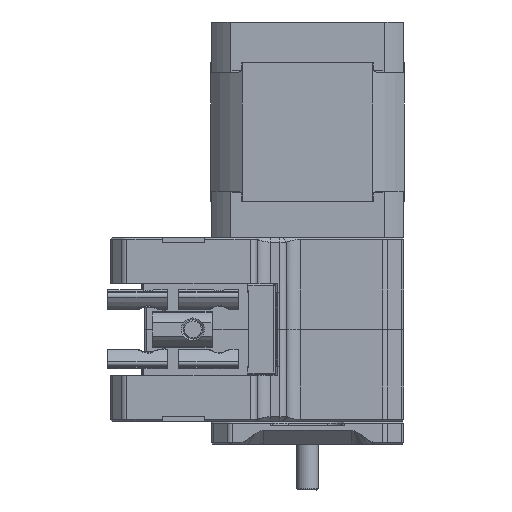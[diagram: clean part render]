
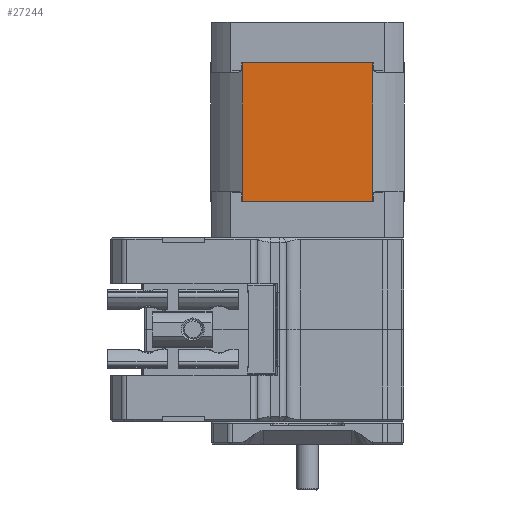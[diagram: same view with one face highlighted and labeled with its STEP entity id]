
A CAD part, left-side view. The second image highlights one B-rep face of the part: STEP entity #27244.
In plain terms, the highlighted planar face has unit normal (-1, 0, 0).
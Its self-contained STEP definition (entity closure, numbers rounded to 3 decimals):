
#2327=PLANE('',#30278);
#3845=FACE_OUTER_BOUND('',#5509,.T.);
#5509=EDGE_LOOP('',(#25278,#25279,#25280,#25281,#25282,#25283,#25284,#25285,
#25286,#25287,#25288,#25289));
#7618=LINE('',#50242,#9906);
#7621=LINE('',#50253,#9909);
#7623=LINE('',#50262,#9911);
#7625=LINE('',#50266,#9913);
#7627=LINE('',#50269,#9915);
#7826=LINE('',#50943,#10114);
#7828=LINE('',#50950,#10116);
#7829=LINE('',#50952,#10117);
#7830=LINE('',#50954,#10118);
#7831=LINE('',#50956,#10119);
#7832=LINE('',#50958,#10120);
#7833=LINE('',#50959,#10121);
#9906=VECTOR('',#37482,30.2);
#9909=VECTOR('',#37491,0.1);
#9911=VECTOR('',#37499,0.1);
#9913=VECTOR('',#37505,5.724);
#9915=VECTOR('',#37509,5.724);
#10114=VECTOR('',#38164,17.012);
#10116=VECTOR('',#38172,0.1);
#10117=VECTOR('',#38173,5.724);
#10118=VECTOR('',#38174,30.2);
#10119=VECTOR('',#38175,5.724);
#10120=VECTOR('',#38176,0.1);
#10121=VECTOR('',#38177,17.012);
#13546=VERTEX_POINT('',#50239);
#13547=VERTEX_POINT('',#50241);
#13551=VERTEX_POINT('',#50250);
#13552=VERTEX_POINT('',#50252);
#13555=VERTEX_POINT('',#50259);
#13556=VERTEX_POINT('',#50261);
#13773=VERTEX_POINT('',#50941);
#13775=VERTEX_POINT('',#50949);
#13776=VERTEX_POINT('',#50951);
#13777=VERTEX_POINT('',#50953);
#13778=VERTEX_POINT('',#50955);
#13779=VERTEX_POINT('',#50957);
#17297=EDGE_CURVE('',#13547,#13546,#7618,.T.);
#17302=EDGE_CURVE('',#13552,#13551,#7621,.T.);
#17306=EDGE_CURVE('',#13556,#13555,#7623,.T.);
#17309=EDGE_CURVE('',#13546,#13556,#7625,.T.);
#17311=EDGE_CURVE('',#13551,#13547,#7627,.T.);
#17632=EDGE_CURVE('',#13555,#13773,#7826,.T.);
#17635=EDGE_CURVE('',#13773,#13775,#7828,.T.);
#17636=EDGE_CURVE('',#13776,#13775,#7829,.T.);
#17637=EDGE_CURVE('',#13777,#13776,#7830,.T.);
#17638=EDGE_CURVE('',#13778,#13777,#7831,.T.);
#17639=EDGE_CURVE('',#13778,#13779,#7832,.T.);
#17640=EDGE_CURVE('',#13779,#13552,#7833,.T.);
#25278=ORIENTED_EDGE('',*,*,#17632,.T.);
#25279=ORIENTED_EDGE('',*,*,#17635,.T.);
#25280=ORIENTED_EDGE('',*,*,#17636,.F.);
#25281=ORIENTED_EDGE('',*,*,#17637,.F.);
#25282=ORIENTED_EDGE('',*,*,#17638,.F.);
#25283=ORIENTED_EDGE('',*,*,#17639,.T.);
#25284=ORIENTED_EDGE('',*,*,#17640,.T.);
#25285=ORIENTED_EDGE('',*,*,#17302,.T.);
#25286=ORIENTED_EDGE('',*,*,#17311,.T.);
#25287=ORIENTED_EDGE('',*,*,#17297,.T.);
#25288=ORIENTED_EDGE('',*,*,#17309,.T.);
#25289=ORIENTED_EDGE('',*,*,#17306,.T.);
#27244=ADVANCED_FACE('',(#3845),#2327,.T.);
#30278=AXIS2_PLACEMENT_3D('',#50948,#38170,#38171);
#37482=DIRECTION('',(0.,0.,-1.));
#37491=DIRECTION('',(0.,0.,-1.));
#37499=DIRECTION('',(0.,0.,-1.));
#37505=DIRECTION('',(0.,-1.,0.));
#37509=DIRECTION('',(0.,1.,0.));
#38164=DIRECTION('',(0.,-1.,0.));
#38170=DIRECTION('center_axis',(-1.,0.,0.));
#38171=DIRECTION('ref_axis',(0.,0.,1.));
#38172=DIRECTION('',(0.,0.,1.));
#38173=DIRECTION('',(0.,1.,0.));
#38174=DIRECTION('',(0.,0.,-1.));
#38175=DIRECTION('',(0.,-1.,0.));
#38176=DIRECTION('',(0.,0.,1.));
#38177=DIRECTION('',(0.,1.,0.));
#50239=CARTESIAN_POINT('',(-21.1,14.23,-19.54));
#50241=CARTESIAN_POINT('',(-21.1,14.23,10.66));
#50242=CARTESIAN_POINT('',(-21.1,14.23,10.66));
#50250=CARTESIAN_POINT('',(-21.1,8.506,10.66));
#50252=CARTESIAN_POINT('',(-21.1,8.506,10.76));
#50253=CARTESIAN_POINT('',(-21.1,8.506,10.76));
#50259=CARTESIAN_POINT('',(-21.1,8.506,-19.64));
#50261=CARTESIAN_POINT('',(-21.1,8.506,-19.54));
#50262=CARTESIAN_POINT('',(-21.1,8.506,-19.54));
#50266=CARTESIAN_POINT('',(-21.1,14.23,-19.54));
#50269=CARTESIAN_POINT('',(-21.1,8.506,10.66));
#50941=CARTESIAN_POINT('',(-21.1,-8.506,-19.64));
#50943=CARTESIAN_POINT('',(-21.1,8.506,-19.64));
#50948=CARTESIAN_POINT('Origin',(-21.1,-14.231,-19.641));
#50949=CARTESIAN_POINT('',(-21.1,-8.506,-19.54));
#50950=CARTESIAN_POINT('',(-21.1,-8.506,-19.64));
#50951=CARTESIAN_POINT('',(-21.1,-14.23,-19.54));
#50952=CARTESIAN_POINT('',(-21.1,-14.23,-19.54));
#50953=CARTESIAN_POINT('',(-21.1,-14.23,10.66));
#50954=CARTESIAN_POINT('',(-21.1,-14.23,10.66));
#50955=CARTESIAN_POINT('',(-21.1,-8.506,10.66));
#50956=CARTESIAN_POINT('',(-21.1,-8.506,10.66));
#50957=CARTESIAN_POINT('',(-21.1,-8.506,10.76));
#50958=CARTESIAN_POINT('',(-21.1,-8.506,10.66));
#50959=CARTESIAN_POINT('',(-21.1,-8.506,10.76));
